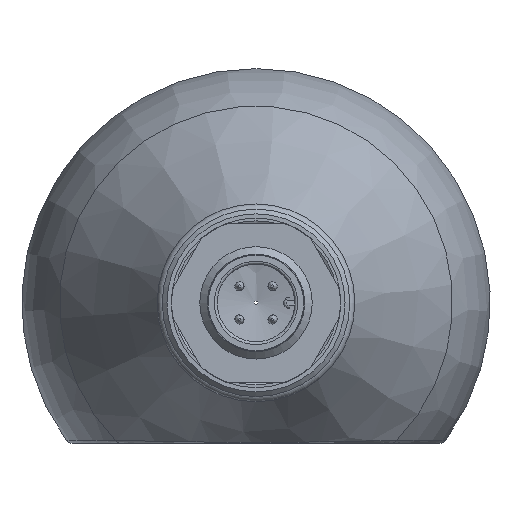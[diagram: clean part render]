
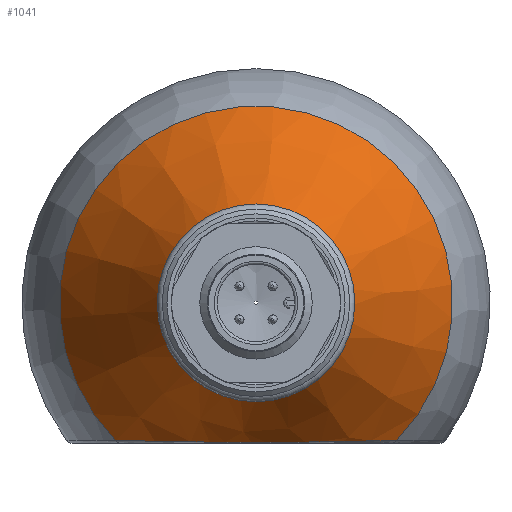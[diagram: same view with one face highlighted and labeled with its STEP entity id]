
A CAD part, front view. The second image highlights one B-rep face of the part: STEP entity #1041.
In plain terms, the highlighted conical face has half-angle 30 degrees and reference radius 25 mm.
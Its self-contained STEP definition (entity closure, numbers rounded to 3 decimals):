
#143 = ORIENTED_EDGE ( 'NONE', *, *, #3148, .T. ) ;
#175 = CARTESIAN_POINT ( 'NONE',  ( -0.83, -197.496, -14.892 ) ) ;
#212 = CARTESIAN_POINT ( 'NONE',  ( -10.823, -191.655, -14.759 ) ) ;
#246 = CARTESIAN_POINT ( 'NONE',  ( 0., -205.536, 0. ) ) ;
#422 = VERTEX_POINT ( 'NONE', #1797 ) ;
#462 = CARTESIAN_POINT ( 'NONE',  ( 7.84, -194.307, -14.812 ) ) ;
#639 = DIRECTION ( 'NONE',  ( 0., -1., 0. ) ) ;
#698 = CARTESIAN_POINT ( 'NONE',  ( 3.805, -196.74, -14.871 ) ) ;
#714 = CARTESIAN_POINT ( 'NONE',  ( 11.333, -191.112, -14.749 ) ) ;
#748 = CARTESIAN_POINT ( 'NONE',  ( 1.537, -197.426, -14.89 ) ) ;
#761 = CIRCLE ( 'NONE', #3013, 10.268 ) ;
#767 = EDGE_LOOP ( 'NONE', ( #3228, #1393 ) ) ;
#773 = CIRCLE ( 'NONE', #2174, 20.981 ) ;
#994 = CARTESIAN_POINT ( 'NONE',  ( -3.876, -196.711, -14.871 ) ) ;
#1013 = CARTESIAN_POINT ( 'NONE',  ( -5.973, -195.628, -14.843 ) ) ;
#1028 = CARTESIAN_POINT ( 'NONE',  ( 12.952, -189.393, -14.72 ) ) ;
#1041 = ADVANCED_FACE ( 'NONE', ( #2892, #1548 ), #3411, .T. ) ;
#1045 = CARTESIAN_POINT ( 'NONE',  ( 5.902, -195.672, -14.844 ) ) ;
#1242 = CARTESIAN_POINT ( 'NONE',  ( 10.78, -191.674, -14.759 ) ) ;
#1257 = CARTESIAN_POINT ( 'NONE',  ( -4.237, -196.552, -14.866 ) ) ;
#1290 = CARTESIAN_POINT ( 'NONE',  ( -7.905, -194.255, -14.811 ) ) ;
#1325 = DIRECTION ( 'NONE',  ( 0., 0., -1. ) ) ;
#1393 = ORIENTED_EDGE ( 'NONE', *, *, #2895, .T. ) ;
#1425 = EDGE_CURVE ( 'NONE', #422, #1479, #773, .T. ) ;
#1479 = VERTEX_POINT ( 'NONE', #2706 ) ;
#1548 = FACE_OUTER_BOUND ( 'NONE', #767, .T. ) ;
#1571 = CARTESIAN_POINT ( 'NONE',  ( -9.708, -192.748, -14.779 ) ) ;
#1622 = DIRECTION ( 'NONE',  ( 0., 1., 0. ) ) ;
#1635 = EDGE_LOOP ( 'NONE', ( #143 ) ) ;
#1714 = DIRECTION ( 'NONE',  ( 0., 0., 1. ) ) ;
#1766 = CARTESIAN_POINT ( 'NONE',  ( 9.642, -192.765, -14.78 ) ) ;
#1797 = CARTESIAN_POINT ( 'NONE',  ( 14.985, -186.981, -14.685 ) ) ;
#1804 = CARTESIAN_POINT ( 'NONE',  ( 5.225, -196.072, -14.854 ) ) ;
#1821 = CARTESIAN_POINT ( 'NONE',  ( 14.985, -186.981, -14.685 ) ) ;
#1833 = CARTESIAN_POINT ( 'NONE',  ( -2.757, -197.115, -14.881 ) ) ;
#2080 = CARTESIAN_POINT ( 'NONE',  ( 4.166, -196.584, -14.867 ) ) ;
#2110 = CARTESIAN_POINT ( 'NONE',  ( 0.758, -197.528, -14.893 ) ) ;
#2174 = AXIS2_PLACEMENT_3D ( 'NONE', #2473, #639, #1714 ) ;
#2334 = CARTESIAN_POINT ( 'NONE',  ( -14.985, -186.981, -14.685 ) ) ;
#2348 = CARTESIAN_POINT ( 'NONE',  ( -1.61, -197.39, -14.889 ) ) ;
#2365 = CARTESIAN_POINT ( 'NONE',  ( -0.432, -197.524, -14.893 ) ) ;
#2464 = CARTESIAN_POINT ( 'NONE',  ( 0., -180.019, 0. ) ) ;
#2473 = CARTESIAN_POINT ( 'NONE',  ( 0., -186.981, 0. ) ) ;
#2567 = VERTEX_POINT ( 'NONE', #3375 ) ;
#2597 = CARTESIAN_POINT ( 'NONE',  ( -13.988, -188.194, -14.702 ) ) ;
#2612 = CARTESIAN_POINT ( 'NONE',  ( 2.685, -197.136, -14.882 ) ) ;
#2625 = CARTESIAN_POINT ( 'NONE',  ( -12.964, -189.379, -14.72 ) ) ;
#2645 = CARTESIAN_POINT ( 'NONE',  ( -7.281, -194.737, -14.822 ) ) ;
#2706 = CARTESIAN_POINT ( 'NONE',  ( -14.985, -186.981, -14.685 ) ) ;
#2832 = DIRECTION ( 'NONE',  ( 0., 1., 0. ) ) ;
#2846 = CARTESIAN_POINT ( 'NONE',  ( 13.983, -188.2, -14.702 ) ) ;
#2864 = CARTESIAN_POINT ( 'NONE',  ( -5.297, -196.032, -14.853 ) ) ;
#2892 = FACE_BOUND ( 'NONE', #1635, .T. ) ;
#2895 = EDGE_CURVE ( 'NONE', #1479, #422, #3449, .T. ) ;
#3013 = AXIS2_PLACEMENT_3D ( 'NONE', #246, #1622, #1325 ) ;
#3125 = CARTESIAN_POINT ( 'NONE',  ( -1.995, -197.313, -14.887 ) ) ;
#3148 = EDGE_CURVE ( 'NONE', #2567, #2567, #761, .T. ) ;
#3155 = CARTESIAN_POINT ( 'NONE',  ( 9.055, -193.296, -14.791 ) ) ;
#3228 = ORIENTED_EDGE ( 'NONE', *, *, #1425, .T. ) ;
#3235 = DIRECTION ( 'NONE',  ( 0., 0., 1. ) ) ;
#3308 = AXIS2_PLACEMENT_3D ( 'NONE', #2464, #2832, #3235 ) ;
#3375 = CARTESIAN_POINT ( 'NONE',  ( 0., -205.536, -10.268 ) ) ;
#3411 = CONICAL_SURFACE ( 'NONE', #3308, 25., 0.524 ) ;
#3418 = CARTESIAN_POINT ( 'NONE',  ( 3.066, -197.016, -14.879 ) ) ;
#3437 = CARTESIAN_POINT ( 'NONE',  ( 7.212, -194.787, -14.823 ) ) ;
#3449 = B_SPLINE_CURVE_WITH_KNOTS ( 'NONE', 3,
 ( #2334, #2597, #2625, #212, #1571, #1290, #2645, #1013, #2864, #1257, #994, #3457, #1833, #3125, #2348, #175, #2365, #2110, #748, #2612, #3418, #698, #2080, #1804, #1045, #3437, #462, #3155, #1766, #1242, #714, #1028, #2846, #1821 ),
 .UNSPECIFIED., .F., .F.,
 ( 4, 2, 2, 2, 2, 2, 2, 2, 2, 2, 2, 2, 2, 2, 2, 2, 4 ),
 ( 0., 0.005, 0.009, 0.012, 0.014, 0.015, 0.016, 0.018, 0.019, 0.021, 0.022, 0.023, 0.026, 0.028, 0.03, 0.033, 0.037 ),
 .UNSPECIFIED. ) ;
#3457 = CARTESIAN_POINT ( 'NONE',  ( -3.135, -196.992, -14.878 ) ) ;
